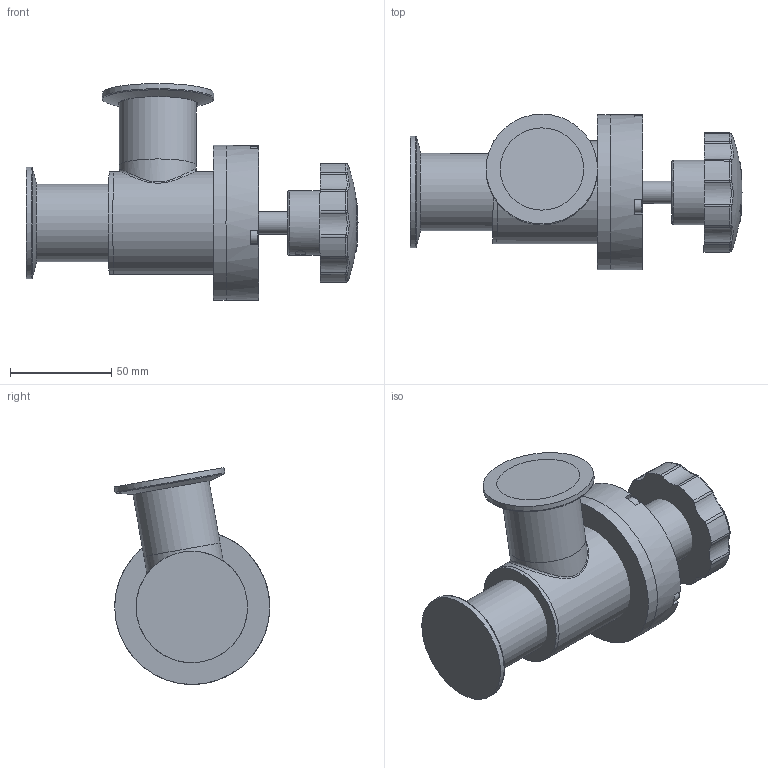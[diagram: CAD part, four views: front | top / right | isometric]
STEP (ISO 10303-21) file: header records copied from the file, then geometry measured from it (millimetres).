
FILE_DESCRIPTION (( 'STEP AP214' ), '1' );
FILE_NAME ('FULLVAC VAMS1KF40.STEP', '2019-06-26T13:14:27', ( '' ), ( '' ), 'SwSTEP 2.0', 'SolidWorks 2017', '' );
FILE_SCHEMA (( 'AUTOMOTIVE_DESIGN' ));
Length unit declared in the file: millimetre
Products named in the file (1): FULLVAC VAMS1KF40
Bounding box: 163.82 x 76.74 x 107.05 mm (x, y, z)
Surface area: 75544.6 mm2 (no closed solid volume)
Topology: 0 solids, 22 shells, 126 faces, 316 edges, 206 vertices
Faces by surface type: cylinder 51, bspline 43, plane 30, cone 2
Full cylindrical faces by diameter (mm): 5.4 x2, 7 x4, 11 x1, 32 x1, 38.1 x3, 38.4 x1, 41.2 x1, 50.8 x2, 55 x2, 76.5 x2
Entity records: 6697 total; most frequent: CARTESIAN_POINT 4071, DIRECTION 502, ORIENTED_EDGE 489, EDGE_CURVE 271, AXIS2_PLACEMENT_3D 219, VERTEX_POINT 191, EDGE_LOOP 155, FACE_OUTER_BOUND 153
